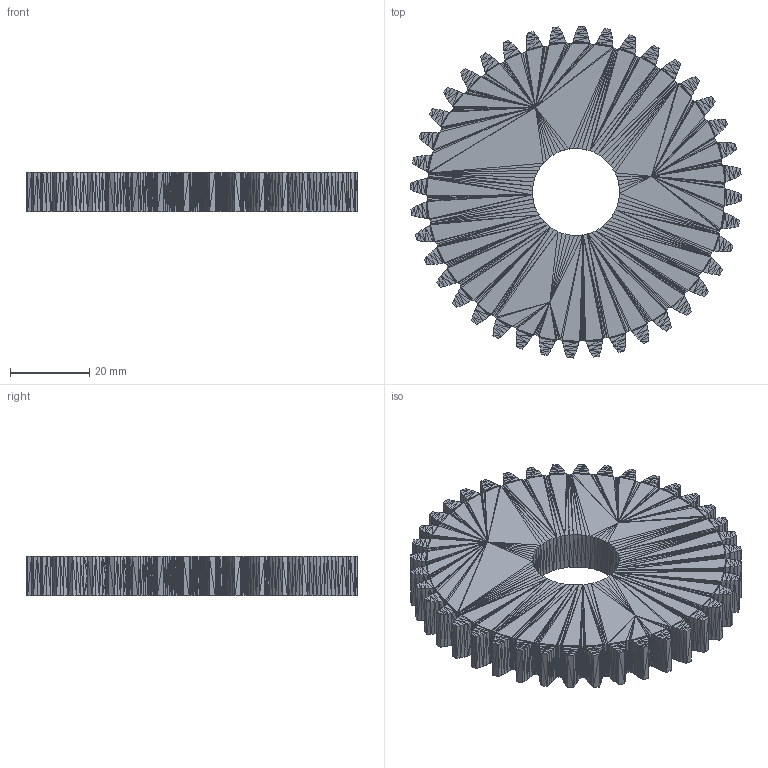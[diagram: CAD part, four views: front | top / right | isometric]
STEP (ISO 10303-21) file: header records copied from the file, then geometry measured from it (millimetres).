
FILE_DESCRIPTION(/* description */ (''),/* implementation_level */ '2;1');
FILE_NAME(/* name */ 'reduc 10.step',/* time_stamp */ '2021-04-20T09:47:23+02:00',/* author */ (''),/* organization */ (''),/* preprocessor_version */ 'ST-DEVELOPER v18.1',/* originating_system */ 'Autodesk Translation Framework v10.6.0.1341',/* authorisation */ '');
FILE_SCHEMA (('AUTOMOTIVE_DESIGN { 1 0 10303 214 3 1 1 }'));
Products named in the file (1): (Non enregistré)
Bounding box: 84 x 84 x 10 mm (x, y, z)
Volume: 46163.5 mm3; surface area: 14806.1 mm2
Topology: 1 solids, 1 shells, 3978 faces, 5967 edges, 1989 vertices
Faces by surface type: plane 3978
Entity records: 77612 total; most frequent: DIRECTION 13925, CARTESIAN_POINT 11935, ORIENTED_EDGE 11934, LINE 5967, VECTOR 5967, EDGE_CURVE 5967, AXIS2_PLACEMENT_3D 3979, FACE_OUTER_BOUND 3978
